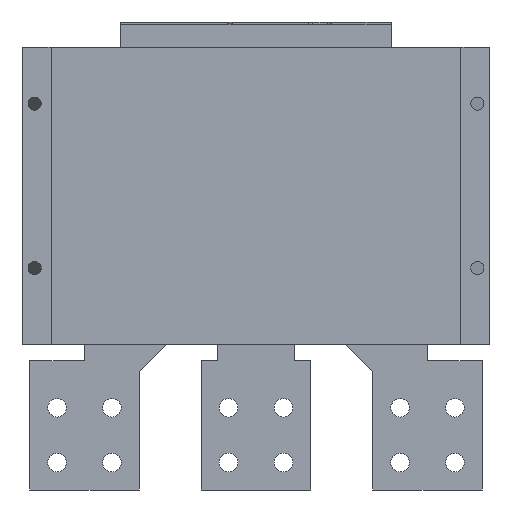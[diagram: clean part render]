
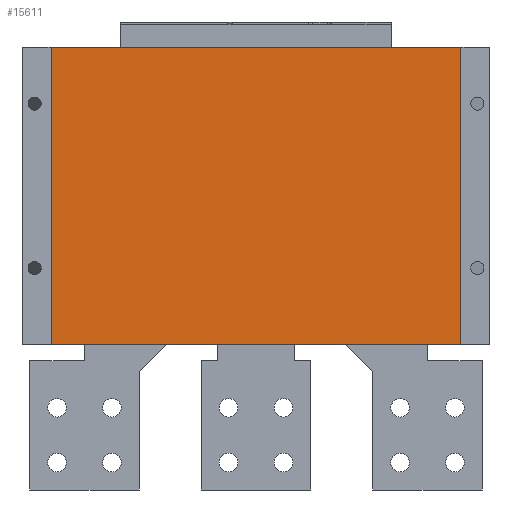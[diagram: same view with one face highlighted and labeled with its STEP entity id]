
A CAD part, front view. The second image highlights one B-rep face of the part: STEP entity #15611.
In plain terms, the highlighted planar face has unit normal (0, -1, 0).
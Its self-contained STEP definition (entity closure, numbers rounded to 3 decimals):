
#32 = LINE ( 'NONE', #12185, #9732 ) ;
#1366 = VECTOR ( 'NONE', #19966, 1000. ) ;
#1407 = PLANE ( 'NONE',  #19339 ) ;
#3204 = VERTEX_POINT ( 'NONE', #3554 ) ;
#3554 = CARTESIAN_POINT ( 'NONE',  ( 187., 0., 0. ) ) ;
#4190 = VECTOR ( 'NONE', #10059, 1000. ) ;
#5396 = CARTESIAN_POINT ( 'NONE',  ( 187., 0., -271. ) ) ;
#5644 = ORIENTED_EDGE ( 'NONE', *, *, #12124, .F. ) ;
#5786 = CARTESIAN_POINT ( 'NONE',  ( -187., 0., 0. ) ) ;
#6924 = LINE ( 'NONE', #5396, #4190 ) ;
#7527 = ORIENTED_EDGE ( 'NONE', *, *, #18454, .F. ) ;
#7750 = CARTESIAN_POINT ( 'NONE',  ( 187., 0., 0. ) ) ;
#8989 = VERTEX_POINT ( 'NONE', #5786 ) ;
#9065 = DIRECTION ( 'NONE',  ( 0., 0., 1. ) ) ;
#9582 = VERTEX_POINT ( 'NONE', #10080 ) ;
#9732 = VECTOR ( 'NONE', #9065, 1000. ) ;
#10059 = DIRECTION ( 'NONE',  ( 0., 0., 1. ) ) ;
#10080 = CARTESIAN_POINT ( 'NONE',  ( -187., 0., -271. ) ) ;
#10562 = EDGE_LOOP ( 'NONE', ( #7527, #5644, #16182, #16642 ) ) ;
#10637 = CARTESIAN_POINT ( 'NONE',  ( 187., 0., -271. ) ) ;
#11167 = EDGE_CURVE ( 'NONE', #15597, #3204, #6924, .T. ) ;
#12124 = EDGE_CURVE ( 'NONE', #9582, #8989, #32, .T. ) ;
#12163 = CARTESIAN_POINT ( 'NONE',  ( 187., 0., -271. ) ) ;
#12185 = CARTESIAN_POINT ( 'NONE',  ( -187., 0., -271. ) ) ;
#12351 = DIRECTION ( 'NONE',  ( 0., -1., 0. ) ) ;
#13668 = CARTESIAN_POINT ( 'NONE',  ( 187., 0., -271. ) ) ;
#15225 = LINE ( 'NONE', #7750, #18505 ) ;
#15324 = DIRECTION ( 'NONE',  ( 1., 0., 0. ) ) ;
#15597 = VERTEX_POINT ( 'NONE', #10637 ) ;
#15611 = ADVANCED_FACE ( 'NONE', ( #16912 ), #1407, .T. ) ;
#16182 = ORIENTED_EDGE ( 'NONE', *, *, #18849, .T. ) ;
#16642 = ORIENTED_EDGE ( 'NONE', *, *, #11167, .T. ) ;
#16912 = FACE_OUTER_BOUND ( 'NONE', #10562, .T. ) ;
#18441 = DIRECTION ( 'NONE',  ( 1., 0., 0. ) ) ;
#18454 = EDGE_CURVE ( 'NONE', #8989, #3204, #15225, .T. ) ;
#18505 = VECTOR ( 'NONE', #15324, 1000. ) ;
#18849 = EDGE_CURVE ( 'NONE', #9582, #15597, #19664, .T. ) ;
#19339 = AXIS2_PLACEMENT_3D ( 'NONE', #13668, #12351, #18441 ) ;
#19664 = LINE ( 'NONE', #12163, #1366 ) ;
#19966 = DIRECTION ( 'NONE',  ( 1., 0., 0. ) ) ;
